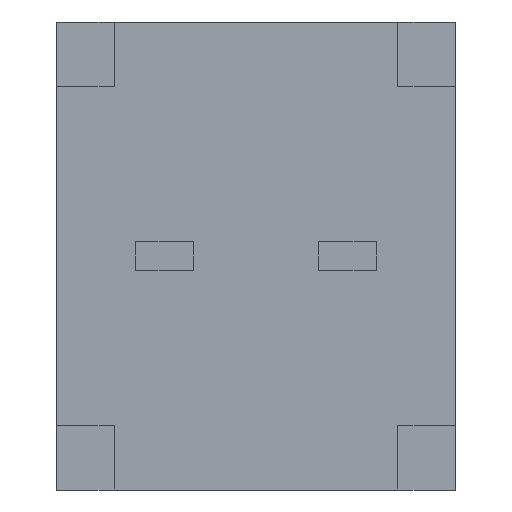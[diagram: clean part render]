
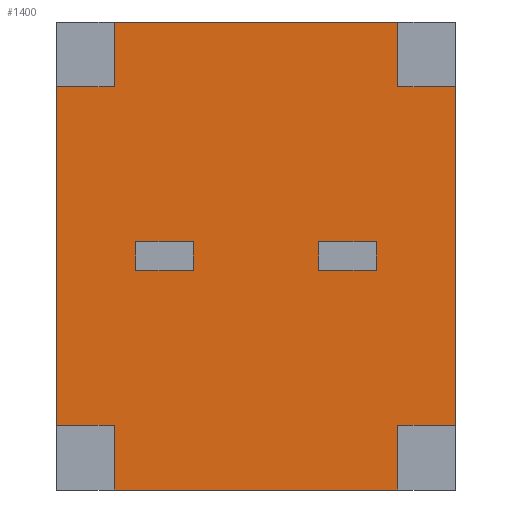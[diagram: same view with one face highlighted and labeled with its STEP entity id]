
A CAD part, front view. The second image highlights one B-rep face of the part: STEP entity #1400.
In plain terms, the highlighted planar face has unit normal (0, -1, 0).
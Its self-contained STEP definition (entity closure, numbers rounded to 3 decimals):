
#41=FACE_BOUND('',#157,.T.);
#42=FACE_BOUND('',#158,.T.);
#77=FACE_OUTER_BOUND('',#156,.T.);
#156=EDGE_LOOP('',(#1091,#1092,#1093,#1094,#1095,#1096,#1097,#1098,#1099,
#1100,#1101,#1102));
#157=EDGE_LOOP('',(#1103,#1104,#1105,#1106));
#158=EDGE_LOOP('',(#1107,#1108,#1109,#1110));
#229=LINE('',#1944,#408);
#264=LINE('',#2018,#443);
#298=LINE('',#2093,#477);
#312=LINE('',#2124,#491);
#323=LINE('',#2146,#502);
#326=LINE('',#2152,#505);
#327=LINE('',#2155,#506);
#328=LINE('',#2157,#507);
#329=LINE('',#2158,#508);
#330=LINE('',#2159,#509);
#331=LINE('',#2160,#510);
#332=LINE('',#2161,#511);
#333=LINE('',#2164,#512);
#334=LINE('',#2166,#513);
#335=LINE('',#2168,#514);
#336=LINE('',#2169,#515);
#337=LINE('',#2172,#516);
#338=LINE('',#2174,#517);
#339=LINE('',#2176,#518);
#340=LINE('',#2177,#519);
#408=VECTOR('',#1570,4.7);
#443=VECTOR('',#1625,3.94);
#477=VECTOR('',#1695,4.7);
#491=VECTOR('',#1721,3.94);
#502=VECTOR('',#1734,0.9);
#505=VECTOR('',#1739,0.9);
#506=VECTOR('',#1742,0.8);
#507=VECTOR('',#1743,0.8);
#508=VECTOR('',#1744,0.9);
#509=VECTOR('',#1745,0.8);
#510=VECTOR('',#1746,0.8);
#511=VECTOR('',#1747,0.9);
#512=VECTOR('',#1748,0.4);
#513=VECTOR('',#1749,0.8);
#514=VECTOR('',#1750,0.4);
#515=VECTOR('',#1751,0.8);
#516=VECTOR('',#1752,0.4);
#517=VECTOR('',#1753,0.8);
#518=VECTOR('',#1754,0.4);
#519=VECTOR('',#1755,0.8);
#587=VERTEX_POINT('',#1941);
#588=VERTEX_POINT('',#1943);
#616=VERTEX_POINT('',#2015);
#617=VERTEX_POINT('',#2017);
#639=VERTEX_POINT('',#2090);
#640=VERTEX_POINT('',#2092);
#649=VERTEX_POINT('',#2117);
#651=VERTEX_POINT('',#2122);
#661=VERTEX_POINT('',#2144);
#662=VERTEX_POINT('',#2148);
#664=VERTEX_POINT('',#2154);
#665=VERTEX_POINT('',#2156);
#666=VERTEX_POINT('',#2162);
#667=VERTEX_POINT('',#2163);
#668=VERTEX_POINT('',#2165);
#669=VERTEX_POINT('',#2167);
#670=VERTEX_POINT('',#2170);
#671=VERTEX_POINT('',#2171);
#672=VERTEX_POINT('',#2173);
#673=VERTEX_POINT('',#2175);
#717=EDGE_CURVE('',#588,#587,#229,.T.);
#755=EDGE_CURVE('',#617,#616,#264,.T.);
#792=EDGE_CURVE('',#639,#640,#298,.T.);
#808=EDGE_CURVE('',#651,#649,#312,.T.);
#819=EDGE_CURVE('',#616,#661,#323,.T.);
#822=EDGE_CURVE('',#662,#649,#326,.T.);
#823=EDGE_CURVE('',#664,#640,#327,.T.);
#824=EDGE_CURVE('',#665,#639,#328,.T.);
#825=EDGE_CURVE('',#617,#665,#329,.T.);
#826=EDGE_CURVE('',#588,#661,#330,.T.);
#827=EDGE_CURVE('',#587,#662,#331,.T.);
#828=EDGE_CURVE('',#664,#651,#332,.T.);
#829=EDGE_CURVE('',#666,#667,#333,.T.);
#830=EDGE_CURVE('',#668,#666,#334,.T.);
#831=EDGE_CURVE('',#669,#668,#335,.T.);
#832=EDGE_CURVE('',#667,#669,#336,.T.);
#833=EDGE_CURVE('',#670,#671,#337,.T.);
#834=EDGE_CURVE('',#672,#670,#338,.T.);
#835=EDGE_CURVE('',#673,#672,#339,.T.);
#836=EDGE_CURVE('',#671,#673,#340,.T.);
#1091=ORIENTED_EDGE('',*,*,#823,.T.);
#1092=ORIENTED_EDGE('',*,*,#792,.F.);
#1093=ORIENTED_EDGE('',*,*,#824,.F.);
#1094=ORIENTED_EDGE('',*,*,#825,.F.);
#1095=ORIENTED_EDGE('',*,*,#755,.T.);
#1096=ORIENTED_EDGE('',*,*,#819,.T.);
#1097=ORIENTED_EDGE('',*,*,#826,.F.);
#1098=ORIENTED_EDGE('',*,*,#717,.T.);
#1099=ORIENTED_EDGE('',*,*,#827,.T.);
#1100=ORIENTED_EDGE('',*,*,#822,.T.);
#1101=ORIENTED_EDGE('',*,*,#808,.F.);
#1102=ORIENTED_EDGE('',*,*,#828,.F.);
#1103=ORIENTED_EDGE('',*,*,#829,.F.);
#1104=ORIENTED_EDGE('',*,*,#830,.F.);
#1105=ORIENTED_EDGE('',*,*,#831,.F.);
#1106=ORIENTED_EDGE('',*,*,#832,.F.);
#1107=ORIENTED_EDGE('',*,*,#833,.F.);
#1108=ORIENTED_EDGE('',*,*,#834,.F.);
#1109=ORIENTED_EDGE('',*,*,#835,.F.);
#1110=ORIENTED_EDGE('',*,*,#836,.F.);
#1327=PLANE('',#1503);
#1400=ADVANCED_FACE('',(#77,#41,#42),#1327,.T.);
#1503=AXIS2_PLACEMENT_3D('',#2153,#1740,#1741);
#1570=DIRECTION('',(0.,0.,1.));
#1625=DIRECTION('',(1.,0.,0.));
#1695=DIRECTION('',(0.,0.,1.));
#1721=DIRECTION('',(1.,0.,0.));
#1734=DIRECTION('',(0.,0.,1.));
#1739=DIRECTION('',(0.,0.,1.));
#1740=DIRECTION('center_axis',(0.,-1.,0.));
#1741=DIRECTION('ref_axis',(0.,0.,1.));
#1742=DIRECTION('',(-1.,0.,0.));
#1743=DIRECTION('',(-1.,0.,0.));
#1744=DIRECTION('',(0.,0.,1.));
#1745=DIRECTION('',(-1.,0.,0.));
#1746=DIRECTION('',(-1.,0.,0.));
#1747=DIRECTION('',(0.,0.,1.));
#1748=DIRECTION('',(0.,0.,-1.));
#1749=DIRECTION('',(-1.,0.,0.));
#1750=DIRECTION('',(0.,0.,1.));
#1751=DIRECTION('',(1.,0.,0.));
#1752=DIRECTION('',(0.,0.,-1.));
#1753=DIRECTION('',(-1.,0.,0.));
#1754=DIRECTION('',(0.,0.,1.));
#1755=DIRECTION('',(1.,0.,0.));
#1941=CARTESIAN_POINT('',(2.77,-2.5,-0.9));
#1943=CARTESIAN_POINT('',(2.77,-2.5,-5.6));
#1944=CARTESIAN_POINT('',(2.77,-2.5,-5.6));
#2015=CARTESIAN_POINT('',(1.97,-2.5,-6.5));
#2017=CARTESIAN_POINT('',(-1.97,-2.5,-6.5));
#2018=CARTESIAN_POINT('',(-1.97,-2.5,-6.5));
#2090=CARTESIAN_POINT('',(-2.77,-2.5,-5.6));
#2092=CARTESIAN_POINT('',(-2.77,-2.5,-0.9));
#2093=CARTESIAN_POINT('',(-2.77,-2.5,-5.6));
#2117=CARTESIAN_POINT('',(1.97,-2.5,0.));
#2122=CARTESIAN_POINT('',(-1.97,-2.5,0.));
#2124=CARTESIAN_POINT('',(-1.97,-2.5,0.));
#2144=CARTESIAN_POINT('',(1.97,-2.5,-5.6));
#2146=CARTESIAN_POINT('',(1.97,-2.5,-6.5));
#2148=CARTESIAN_POINT('',(1.97,-2.5,-0.9));
#2152=CARTESIAN_POINT('',(1.97,-2.5,-0.9));
#2153=CARTESIAN_POINT('Origin',(2.77,-2.5,-5.6));
#2154=CARTESIAN_POINT('',(-1.97,-2.5,-0.9));
#2155=CARTESIAN_POINT('',(-1.97,-2.5,-0.9));
#2156=CARTESIAN_POINT('',(-1.97,-2.5,-5.6));
#2157=CARTESIAN_POINT('',(-1.97,-2.5,-5.6));
#2158=CARTESIAN_POINT('',(-1.97,-2.5,-6.5));
#2159=CARTESIAN_POINT('',(2.77,-2.5,-5.6));
#2160=CARTESIAN_POINT('',(2.77,-2.5,-0.9));
#2161=CARTESIAN_POINT('',(-1.97,-2.5,-0.9));
#2162=CARTESIAN_POINT('',(-1.67,-2.5,-3.05));
#2163=CARTESIAN_POINT('',(-1.67,-2.5,-3.45));
#2164=CARTESIAN_POINT('',(-1.67,-2.5,-3.05));
#2165=CARTESIAN_POINT('',(-0.87,-2.5,-3.05));
#2166=CARTESIAN_POINT('',(-0.87,-2.5,-3.05));
#2167=CARTESIAN_POINT('',(-0.87,-2.5,-3.45));
#2168=CARTESIAN_POINT('',(-0.87,-2.5,-3.45));
#2169=CARTESIAN_POINT('',(-1.67,-2.5,-3.45));
#2170=CARTESIAN_POINT('',(0.87,-2.5,-3.05));
#2171=CARTESIAN_POINT('',(0.87,-2.5,-3.45));
#2172=CARTESIAN_POINT('',(0.87,-2.5,-3.05));
#2173=CARTESIAN_POINT('',(1.67,-2.5,-3.05));
#2174=CARTESIAN_POINT('',(1.67,-2.5,-3.05));
#2175=CARTESIAN_POINT('',(1.67,-2.5,-3.45));
#2176=CARTESIAN_POINT('',(1.67,-2.5,-3.45));
#2177=CARTESIAN_POINT('',(0.87,-2.5,-3.45));
